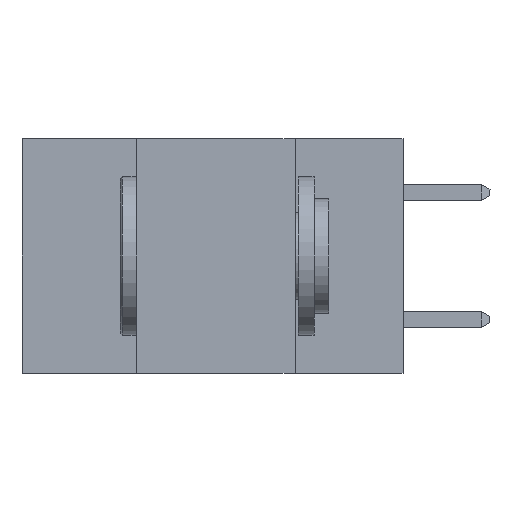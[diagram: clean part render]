
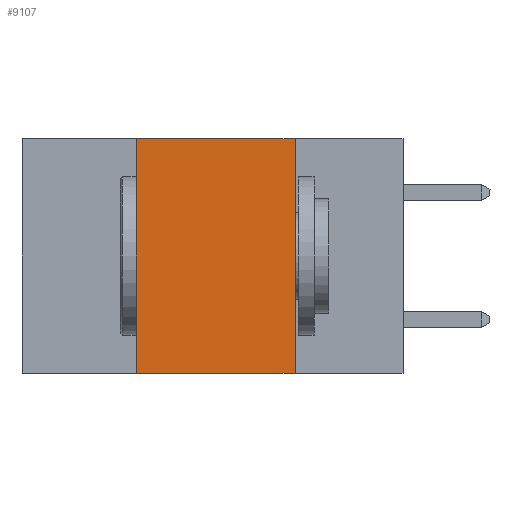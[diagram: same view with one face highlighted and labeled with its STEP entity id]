
A CAD part, left-side view. The second image highlights one B-rep face of the part: STEP entity #9107.
In plain terms, the highlighted planar face has unit normal (-1, 0, 0).
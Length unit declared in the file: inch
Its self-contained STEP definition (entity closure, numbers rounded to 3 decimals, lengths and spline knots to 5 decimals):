
#9 = CARTESIAN_POINT ( 'NONE',  ( 0., 0.42, 0. ) ) ;
#241 = LINE ( 'NONE', #8441, #4948 ) ;
#496 = PLANE ( 'NONE',  #4727 ) ;
#1180 = VECTOR ( 'NONE', #10344, 39.37008 ) ;
#1492 = DIRECTION ( 'NONE',  ( 0., 0., -1. ) ) ;
#1761 = CARTESIAN_POINT ( 'NONE',  ( 0., 0.42, -0.37 ) ) ;
#2167 = CARTESIAN_POINT ( 'NONE',  ( 0., 0.17, 0. ) ) ;
#2769 = EDGE_CURVE ( 'NONE', #7797, #4287, #241, .T. ) ;
#2982 = EDGE_CURVE ( 'NONE', #10098, #4287, #7192, .T. ) ;
#3068 = DIRECTION ( 'NONE',  ( 0., -1., 0. ) ) ;
#3197 = CARTESIAN_POINT ( 'NONE',  ( 0., 0.6, -0.37 ) ) ;
#3606 = EDGE_CURVE ( 'NONE', #10098, #8357, #8013, .T. ) ;
#3927 = DIRECTION ( 'NONE',  ( 0., -1., 0. ) ) ;
#4263 = DIRECTION ( 'NONE',  ( 1., 0., 0. ) ) ;
#4287 = VERTEX_POINT ( 'NONE', #4382 ) ;
#4382 = CARTESIAN_POINT ( 'NONE',  ( 0., 0.17, -0.37 ) ) ;
#4540 = VECTOR ( 'NONE', #3068, 39.37008 ) ;
#4727 = AXIS2_PLACEMENT_3D ( 'NONE', #10628, #4263, #1492 ) ;
#4783 = ORIENTED_EDGE ( 'NONE', *, *, #2769, .F. ) ;
#4924 = ORIENTED_EDGE ( 'NONE', *, *, #11027, .F. ) ;
#4948 = VECTOR ( 'NONE', #7952, 39.37008 ) ;
#5007 = ORIENTED_EDGE ( 'NONE', *, *, #3606, .F. ) ;
#5138 = ORIENTED_EDGE ( 'NONE', *, *, #2982, .T. ) ;
#5514 = FACE_OUTER_BOUND ( 'NONE', #5881, .T. ) ;
#5651 = CARTESIAN_POINT ( 'NONE',  ( 0., 0.6, 0. ) ) ;
#5881 = EDGE_LOOP ( 'NONE', ( #4783, #4924, #5007, #5138 ) ) ;
#7192 = LINE ( 'NONE', #3197, #4540 ) ;
#7310 = VECTOR ( 'NONE', #3927, 39.37008 ) ;
#7797 = VERTEX_POINT ( 'NONE', #2167 ) ;
#7952 = DIRECTION ( 'NONE',  ( 0., 0., -1. ) ) ;
#8013 = LINE ( 'NONE', #9, #1180 ) ;
#8357 = VERTEX_POINT ( 'NONE', #10370 ) ;
#8441 = CARTESIAN_POINT ( 'NONE',  ( 0., 0.17, 0. ) ) ;
#9107 = ADVANCED_FACE ( 'NONE', ( #5514 ), #496, .F. ) ;
#9418 = LINE ( 'NONE', #5651, #7310 ) ;
#10098 = VERTEX_POINT ( 'NONE', #1761 ) ;
#10344 = DIRECTION ( 'NONE',  ( 0., 0., 1. ) ) ;
#10370 = CARTESIAN_POINT ( 'NONE',  ( 0., 0.42, 0. ) ) ;
#10628 = CARTESIAN_POINT ( 'NONE',  ( 0., 0.6, 0. ) ) ;
#11027 = EDGE_CURVE ( 'NONE', #8357, #7797, #9418, .T. ) ;
